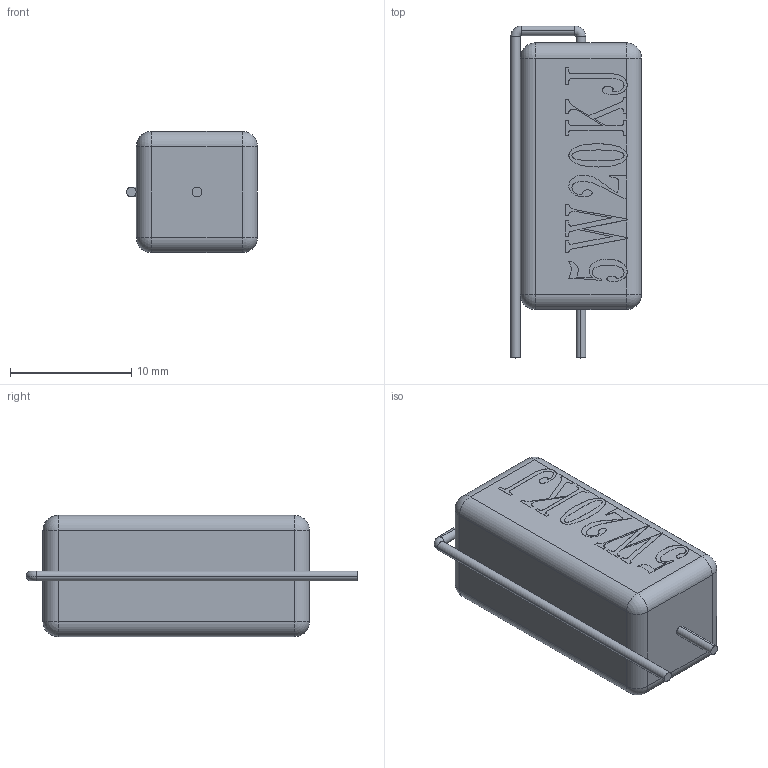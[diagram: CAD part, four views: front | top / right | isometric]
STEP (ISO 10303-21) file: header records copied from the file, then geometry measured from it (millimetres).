
FILE_DESCRIPTION (( 'STEP AP214' ), '1' );
FILE_NAME ('Resistor 5W20KJ (vert).STEP', '2024-09-16T10:46:08', ( '' ), ( '' ), 'SwSTEP 2.0', 'SolidWorks 2021', '' );
FILE_SCHEMA (( 'AUTOMOTIVE_DESIGN' ));
Length unit declared in the file: millimetre
Products named in the file (1): Resistor 5W20KJ (vert)
Bounding box: 10.81 x 27.4 x 10 mm (x, y, z)
Volume: 2164.6 mm3; surface area: 1082.5 mm2
Topology: 1 solids, 1 shells, 199 faces, 558 edges, 356 vertices
Faces by surface type: plane 84, bspline 83, cylinder 20, sphere 8, torus 4
Entity records: 11361 total; most frequent: CARTESIAN_POINT 4633, ORIENTED_EDGE 1100, DIRECTION 656, EDGE_CURVE 550, VERTEX_POINT 356, LINE 326, VECTOR 326, EDGE_LOOP 202
